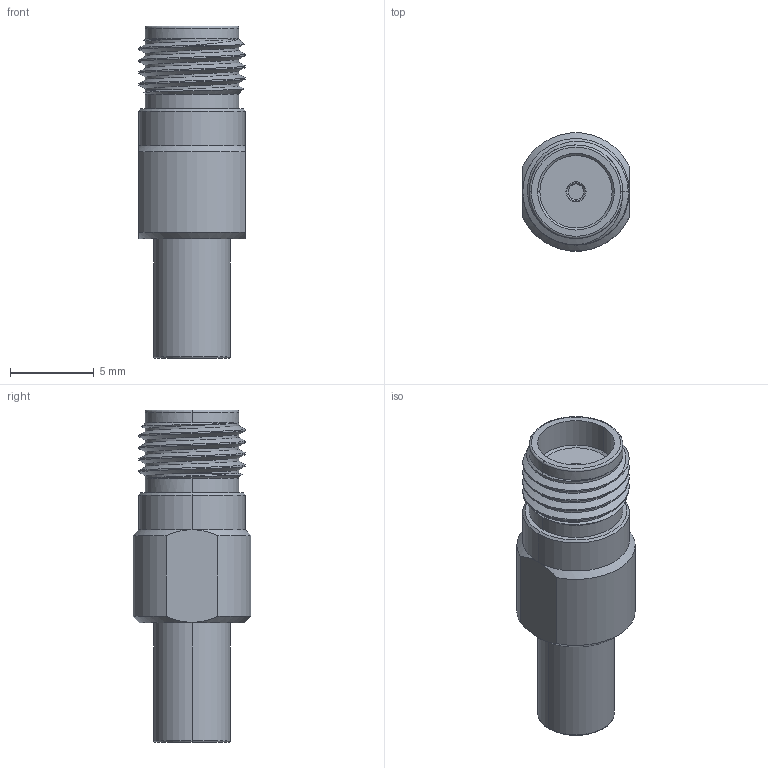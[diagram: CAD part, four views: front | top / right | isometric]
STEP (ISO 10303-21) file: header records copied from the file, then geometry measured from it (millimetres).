
FILE_DESCRIPTION (( 'STEP AP214' ), '1' );
FILE_NAME ('SM8811_3D.step', '2025-10-31T14:44:59', ( '' ), ( '' ), 'SwSTEP 2.0', 'SolidWorks 2025', '' );
FILE_SCHEMA (( 'AUTOMOTIVE_DESIGN' ));
Length unit declared in the file: inch
Products named in the file (1): SM8811_3D
Bounding box: 6.35 x 7.04 x 19.81 mm (x, y, z)
Volume: 467.1 mm3; surface area: 522 mm2
Topology: 1 solids, 1 shells, 86 faces, 207 edges, 128 vertices
Faces by surface type: cylinder 35, cone 23, plane 19, torus 4, bspline 3, sphere 2
Entity records: 3543 total; most frequent: CARTESIAN_POINT 1598, ORIENTED_EDGE 406, DIRECTION 405, EDGE_CURVE 203, AXIS2_PLACEMENT_3D 168, VERTEX_POINT 126, EDGE_LOOP 93, ADVANCED_FACE 86
